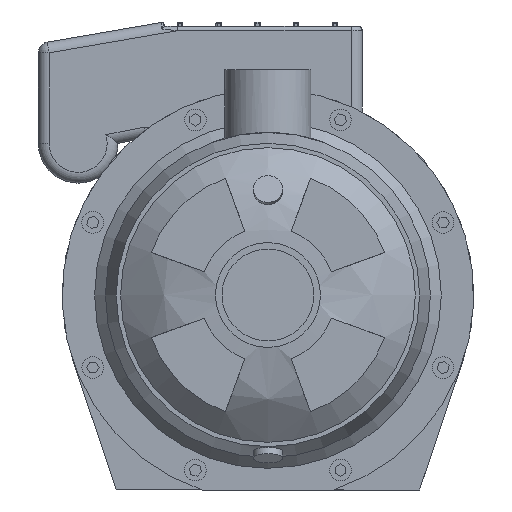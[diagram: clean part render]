
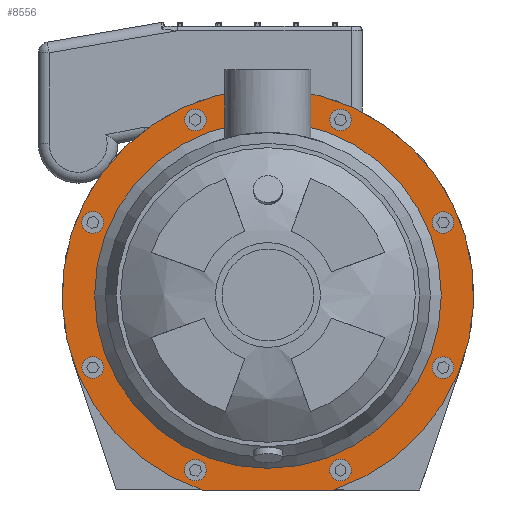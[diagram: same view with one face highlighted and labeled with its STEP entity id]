
A CAD part, left-side view. The second image highlights one B-rep face of the part: STEP entity #8556.
In plain terms, the highlighted planar face has unit normal (-1, 0, 0).
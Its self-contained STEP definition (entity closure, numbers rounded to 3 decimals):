
#215=FACE_BOUND('',#1476,.T.);
#216=FACE_BOUND('',#1477,.T.);
#217=FACE_BOUND('',#1478,.T.);
#218=FACE_BOUND('',#1479,.T.);
#219=FACE_BOUND('',#1480,.T.);
#220=FACE_BOUND('',#1481,.T.);
#221=FACE_BOUND('',#1482,.T.);
#222=FACE_BOUND('',#1483,.T.);
#223=FACE_BOUND('',#1484,.T.);
#251=CIRCLE('',#9045,5.);
#253=CIRCLE('',#9049,5.);
#255=CIRCLE('',#9053,5.);
#257=CIRCLE('',#9057,5.);
#259=CIRCLE('',#9061,5.);
#261=CIRCLE('',#9065,5.);
#263=CIRCLE('',#9069,5.);
#265=CIRCLE('',#9080,5.);
#298=CIRCLE('',#9146,80.);
#299=CIRCLE('',#9148,95.);
#915=FACE_OUTER_BOUND('',#1475,.T.);
#1475=EDGE_LOOP('',(#5976,#5977));
#1476=EDGE_LOOP('',(#5978));
#1477=EDGE_LOOP('',(#5979));
#1478=EDGE_LOOP('',(#5980));
#1479=EDGE_LOOP('',(#5981));
#1480=EDGE_LOOP('',(#5982));
#1481=EDGE_LOOP('',(#5983));
#1482=EDGE_LOOP('',(#5984));
#1483=EDGE_LOOP('',(#5985));
#1484=EDGE_LOOP('',(#5986));
#2082=LINE('',#12901,#2852);
#2852=VECTOR('',#10247,60.828);
#3563=VERTEX_POINT('',#12816);
#3565=VERTEX_POINT('',#12822);
#3567=VERTEX_POINT('',#12828);
#3569=VERTEX_POINT('',#12834);
#3571=VERTEX_POINT('',#12840);
#3573=VERTEX_POINT('',#12846);
#3575=VERTEX_POINT('',#12852);
#3589=VERTEX_POINT('',#12895);
#3590=VERTEX_POINT('',#12899);
#3591=VERTEX_POINT('',#12900);
#3633=VERTEX_POINT('',#13259);
#4427=EDGE_CURVE('',#3563,#3563,#251,.T.);
#4429=EDGE_CURVE('',#3565,#3565,#253,.T.);
#4431=EDGE_CURVE('',#3567,#3567,#255,.T.);
#4433=EDGE_CURVE('',#3569,#3569,#257,.T.);
#4435=EDGE_CURVE('',#3571,#3571,#259,.T.);
#4437=EDGE_CURVE('',#3573,#3573,#261,.T.);
#4439=EDGE_CURVE('',#3575,#3575,#263,.T.);
#4459=EDGE_CURVE('',#3589,#3589,#265,.T.);
#4460=EDGE_CURVE('',#3590,#3591,#2082,.T.);
#4516=EDGE_CURVE('',#3633,#3633,#298,.T.);
#4517=EDGE_CURVE('',#3590,#3591,#299,.T.);
#5976=ORIENTED_EDGE('',*,*,#4460,.T.);
#5977=ORIENTED_EDGE('',*,*,#4517,.F.);
#5978=ORIENTED_EDGE('',*,*,#4427,.T.);
#5979=ORIENTED_EDGE('',*,*,#4429,.T.);
#5980=ORIENTED_EDGE('',*,*,#4431,.T.);
#5981=ORIENTED_EDGE('',*,*,#4433,.T.);
#5982=ORIENTED_EDGE('',*,*,#4435,.T.);
#5983=ORIENTED_EDGE('',*,*,#4437,.T.);
#5984=ORIENTED_EDGE('',*,*,#4439,.T.);
#5985=ORIENTED_EDGE('',*,*,#4459,.T.);
#5986=ORIENTED_EDGE('',*,*,#4516,.T.);
#8209=PLANE('',#9147);
#8556=ADVANCED_FACE('',(#915,#215,#216,#217,#218,#219,#220,#221,#222,#223),
#8209,.T.);
#9045=AXIS2_PLACEMENT_3D('',#12817,#10153,#10154);
#9049=AXIS2_PLACEMENT_3D('',#12823,#10161,#10162);
#9053=AXIS2_PLACEMENT_3D('',#12829,#10169,#10170);
#9057=AXIS2_PLACEMENT_3D('',#12835,#10177,#10178);
#9061=AXIS2_PLACEMENT_3D('',#12841,#10185,#10186);
#9065=AXIS2_PLACEMENT_3D('',#12847,#10193,#10194);
#9069=AXIS2_PLACEMENT_3D('',#12853,#10201,#10202);
#9080=AXIS2_PLACEMENT_3D('',#12896,#10241,#10242);
#9146=AXIS2_PLACEMENT_3D('',#13260,#10393,#10394);
#9147=AXIS2_PLACEMENT_3D('',#13261,#10395,#10396);
#9148=AXIS2_PLACEMENT_3D('',#13262,#10397,#10398);
#10153=DIRECTION('center_axis',(1.,0.,0.));
#10154=DIRECTION('ref_axis',(0.,-0.707,-0.707));
#10161=DIRECTION('center_axis',(1.,0.,0.));
#10162=DIRECTION('ref_axis',(0.,-1.,0.));
#10169=DIRECTION('center_axis',(1.,0.,0.));
#10170=DIRECTION('ref_axis',(0.,-0.707,0.707));
#10177=DIRECTION('center_axis',(1.,0.,0.));
#10178=DIRECTION('ref_axis',(0.,0.,1.));
#10185=DIRECTION('center_axis',(1.,0.,0.));
#10186=DIRECTION('ref_axis',(0.,0.707,0.707));
#10193=DIRECTION('center_axis',(1.,0.,0.));
#10194=DIRECTION('ref_axis',(0.,1.,0.));
#10201=DIRECTION('center_axis',(1.,0.,0.));
#10202=DIRECTION('ref_axis',(0.,0.707,-0.707));
#10241=DIRECTION('center_axis',(1.,0.,0.));
#10242=DIRECTION('ref_axis',(0.,0.,-1.));
#10247=DIRECTION('',(0.,-1.,0.));
#10393=DIRECTION('center_axis',(1.,0.,0.));
#10394=DIRECTION('ref_axis',(0.,1.,0.));
#10395=DIRECTION('center_axis',(-1.,0.,0.));
#10396=DIRECTION('ref_axis',(0.,0.,1.));
#10397=DIRECTION('center_axis',(1.,0.,0.));
#10398=DIRECTION('ref_axis',(0.,1.,0.));
#12816=CARTESIAN_POINT('',(42.,84.375,127.02));
#12817=CARTESIAN_POINT('Origin',(42.,80.839,123.485));
#12822=CARTESIAN_POINT('',(42.,85.839,56.515));
#12823=CARTESIAN_POINT('Origin',(42.,80.839,56.515));
#12828=CARTESIAN_POINT('',(42.,37.02,5.625));
#12829=CARTESIAN_POINT('Origin',(42.,33.485,9.161));
#12834=CARTESIAN_POINT('',(42.,-33.485,4.161));
#12835=CARTESIAN_POINT('Origin',(42.,-33.485,9.161));
#12840=CARTESIAN_POINT('',(42.,-84.375,52.98));
#12841=CARTESIAN_POINT('Origin',(42.,-80.839,56.515));
#12846=CARTESIAN_POINT('',(42.,-85.839,123.485));
#12847=CARTESIAN_POINT('Origin',(42.,-80.839,123.485));
#12852=CARTESIAN_POINT('',(42.,-37.02,174.375));
#12853=CARTESIAN_POINT('Origin',(42.,-33.485,170.839));
#12895=CARTESIAN_POINT('',(42.,33.485,175.839));
#12896=CARTESIAN_POINT('Origin',(42.,33.485,170.839));
#12899=CARTESIAN_POINT('',(42.,30.414,0.));
#12900=CARTESIAN_POINT('',(42.,-30.414,0.));
#12901=CARTESIAN_POINT('',(42.,58.957,0.));
#13259=CARTESIAN_POINT('',(42.,80.,90.));
#13260=CARTESIAN_POINT('Origin',(42.,0.,90.));
#13261=CARTESIAN_POINT('Origin',(42.,87.5,90.));
#13262=CARTESIAN_POINT('Origin',(42.,0.,90.));
